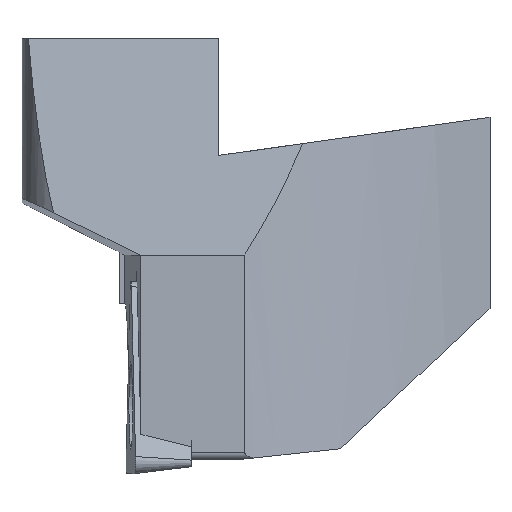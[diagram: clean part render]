
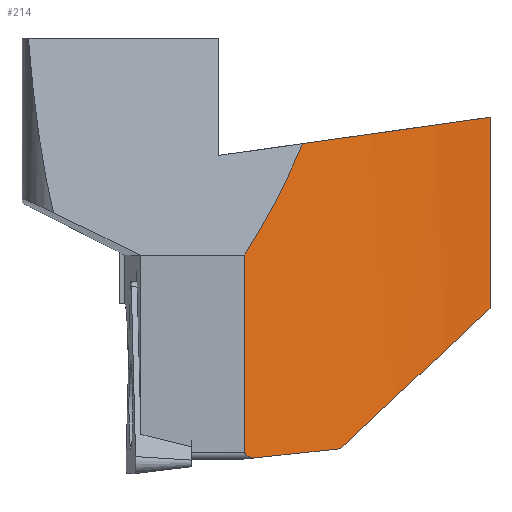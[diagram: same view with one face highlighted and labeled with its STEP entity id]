
A CAD part, left-side view. The second image highlights one B-rep face of the part: STEP entity #214.
In plain terms, the highlighted cylindrical face has radius 37.492 mm (diameter 74.984 mm), a partial arc.
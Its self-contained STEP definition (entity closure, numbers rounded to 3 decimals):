
#140=CYLINDRICAL_SURFACE('',#1299,37.492);
#148=B_SPLINE_CURVE_WITH_KNOTS('',3,(#1726,#1727,#1728,#1729,#1730,#1731,
#1732,#1733,#1734,#1735,#1736,#1737,#1738,#1739,#1740,#1741),
 .UNSPECIFIED.,.F.,.F.,(4,3,3,3,3,4),(0.,0.067,0.149,
0.3,0.79,1.),.UNSPECIFIED.);
#178=ELLIPSE('',#1295,37.698,37.492);
#179=ELLIPSE('',#1296,51.264,37.492);
#180=ELLIPSE('',#1297,37.86,37.492);
#181=ELLIPSE('',#1298,215.907,37.492);
#214=ADVANCED_FACE('',(#320),#140,.T.);
#320=FACE_OUTER_BOUND('',#372,.T.);
#372=EDGE_LOOP('',(#473,#474,#475,#476,#477,#478,#479));
#473=ORIENTED_EDGE('',*,*,#885,.F.);
#474=ORIENTED_EDGE('',*,*,#886,.F.);
#475=ORIENTED_EDGE('',*,*,#887,.F.);
#476=ORIENTED_EDGE('',*,*,#888,.F.);
#477=ORIENTED_EDGE('',*,*,#889,.T.);
#478=ORIENTED_EDGE('',*,*,#865,.T.);
#479=ORIENTED_EDGE('',*,*,#873,.T.);
#759=VERTEX_POINT('',#1709);
#760=VERTEX_POINT('',#1711);
#766=VERTEX_POINT('',#1725);
#775=VERTEX_POINT('',#1765);
#776=VERTEX_POINT('',#1767);
#777=VERTEX_POINT('',#1769);
#778=VERTEX_POINT('',#1771);
#865=EDGE_CURVE('',#760,#759,#1020,.T.);
#873=EDGE_CURVE('',#759,#766,#148,.T.);
#885=EDGE_CURVE('',#775,#766,#178,.T.);
#886=EDGE_CURVE('',#776,#775,#179,.T.);
#887=EDGE_CURVE('',#777,#776,#1036,.T.);
#888=EDGE_CURVE('',#778,#777,#180,.T.);
#889=EDGE_CURVE('',#778,#760,#181,.T.);
#1020=LINE('',#1710,#1119);
#1036=LINE('',#1768,#1135);
#1119=VECTOR('',#1397,1.);
#1135=VECTOR('',#1431,1.);
#1295=AXIS2_PLACEMENT_3D('',#1764,#1427,#1428);
#1296=AXIS2_PLACEMENT_3D('',#1766,#1429,#1430);
#1297=AXIS2_PLACEMENT_3D('',#1770,#1432,#1433);
#1298=AXIS2_PLACEMENT_3D('',#1772,#1434,#1435);
#1299=AXIS2_PLACEMENT_3D('',#1773,#1436,#1437);
#1397=DIRECTION('',(0.,0.,-1.));
#1427=DIRECTION('',(0.005,-0.104,-0.995));
#1428=DIRECTION('',(-0.043,0.994,-0.105));
#1429=DIRECTION('',(0.003,-0.682,-0.731));
#1430=DIRECTION('',(-0.004,0.731,-0.682));
#1431=DIRECTION('',(0.,0.,-1.));
#1432=DIRECTION('',(0.,0.139,0.99));
#1433=DIRECTION('',(0.,0.99,-0.139));
#1434=DIRECTION('',(0.984,0.043,-0.174));
#1435=DIRECTION('',(-0.173,-0.008,-0.985));
#1436=DIRECTION('',(0.,0.,-1.));
#1437=DIRECTION('',(-1.,0.,0.));
#1709=CARTESIAN_POINT('',(-43.083,-8.8,-20.83));
#1710=CARTESIAN_POINT('',(-43.083,-8.8,6.17));
#1711=CARTESIAN_POINT('',(-43.083,-8.8,-6.98));
#1725=CARTESIAN_POINT('',(-42.881,-9.419,-21.209));
#1726=CARTESIAN_POINT('',(-43.083,-8.8,-20.83));
#1727=CARTESIAN_POINT('',(-43.083,-8.8,-20.848));
#1728=CARTESIAN_POINT('',(-43.081,-8.804,-20.866));
#1729=CARTESIAN_POINT('',(-43.079,-8.81,-20.882));
#1730=CARTESIAN_POINT('',(-43.077,-8.818,-20.902));
#1731=CARTESIAN_POINT('',(-43.073,-8.83,-20.921));
#1732=CARTESIAN_POINT('',(-43.069,-8.843,-20.938));
#1733=CARTESIAN_POINT('',(-43.061,-8.868,-20.968));
#1734=CARTESIAN_POINT('',(-43.051,-8.898,-20.993));
#1735=CARTESIAN_POINT('',(-43.041,-8.93,-21.015));
#1736=CARTESIAN_POINT('',(-43.008,-9.032,-21.086));
#1737=CARTESIAN_POINT('',(-42.97,-9.151,-21.13));
#1738=CARTESIAN_POINT('',(-42.931,-9.268,-21.167));
#1739=CARTESIAN_POINT('',(-42.915,-9.318,-21.183));
#1740=CARTESIAN_POINT('',(-42.898,-9.368,-21.197));
#1741=CARTESIAN_POINT('',(-42.881,-9.419,-21.209));
#1764=CARTESIAN_POINT('',(-7.332,2.492,-22.297));
#1765=CARTESIAN_POINT('',(-40.224,-15.5,-20.559));
#1766=CARTESIAN_POINT('',(-7.332,2.492,-37.186));
#1767=CARTESIAN_POINT('',(-31.701,-26.,-10.728));
#1768=CARTESIAN_POINT('',(-31.701,-26.,6.17));
#1769=CARTESIAN_POINT('',(-31.701,-26.,2.67));
#1770=CARTESIAN_POINT('',(-7.332,2.492,-1.334));
#1771=CARTESIAN_POINT('',(-41.526,-12.882,0.827));
#1772=CARTESIAN_POINT('',(-7.332,2.492,198.374));
#1773=CARTESIAN_POINT('',(-7.332,2.492,6.17));
